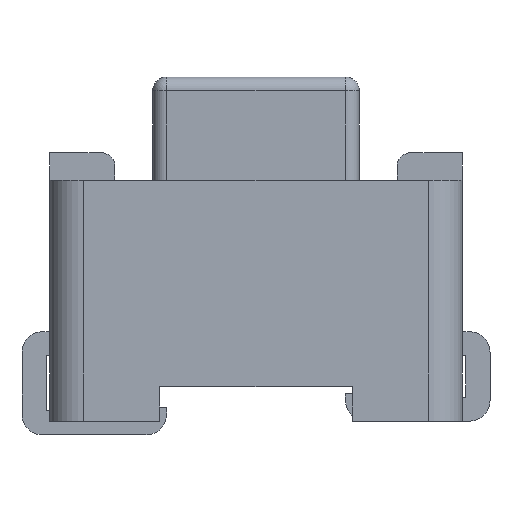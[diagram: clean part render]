
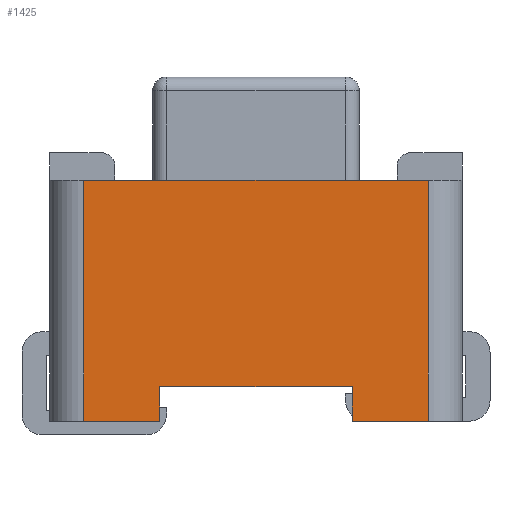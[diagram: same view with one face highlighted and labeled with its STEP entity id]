
A CAD part, front view. The second image highlights one B-rep face of the part: STEP entity #1425.
In plain terms, the highlighted planar face has unit normal (0, -1, 0).
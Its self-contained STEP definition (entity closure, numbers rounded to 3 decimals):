
#262=DIRECTION('',(1.,0.,0.));
#263=VECTOR('',#262,2.8);
#264=CARTESIAN_POINT('',(-1.4,-1.75,-3.));
#265=LINE('',#264,#263);
#266=DIRECTION('',(0.,0.,1.));
#267=VECTOR('',#266,0.5);
#268=CARTESIAN_POINT('',(-1.4,-1.75,-3.5));
#269=LINE('',#268,#267);
#270=DIRECTION('',(-1.,0.,0.));
#271=VECTOR('',#270,1.1);
#272=CARTESIAN_POINT('',(-1.4,-1.75,-3.5));
#273=LINE('',#272,#271);
#274=DIRECTION('',(0.,0.,-1.));
#275=VECTOR('',#274,3.5);
#276=CARTESIAN_POINT('',(-2.5,-1.75,0.));
#277=LINE('',#276,#275);
#278=DIRECTION('',(1.,0.,0.));
#279=VECTOR('',#278,5.);
#280=CARTESIAN_POINT('',(-2.5,-1.75,0.));
#281=LINE('',#280,#279);
#282=DIRECTION('',(0.,0.,1.));
#283=VECTOR('',#282,3.5);
#284=CARTESIAN_POINT('',(2.5,-1.75,-3.5));
#285=LINE('',#284,#283);
#286=DIRECTION('',(-1.,0.,0.));
#287=VECTOR('',#286,1.1);
#288=CARTESIAN_POINT('',(2.5,-1.75,-3.5));
#289=LINE('',#288,#287);
#290=DIRECTION('',(0.,0.,1.));
#291=VECTOR('',#290,0.5);
#292=CARTESIAN_POINT('',(1.4,-1.75,-3.5));
#293=LINE('',#292,#291);
#1046=CARTESIAN_POINT('',(2.5,-1.75,0.));
#1048=VERTEX_POINT('',#1046);
#1052=CARTESIAN_POINT('',(2.5,-1.75,-3.5));
#1053=VERTEX_POINT('',#1052);
#1054=CARTESIAN_POINT('',(-2.5,-1.75,-3.5));
#1056=VERTEX_POINT('',#1054);
#1060=CARTESIAN_POINT('',(-2.5,-1.75,0.));
#1061=VERTEX_POINT('',#1060);
#1070=CARTESIAN_POINT('',(-1.4,-1.75,-3.));
#1071=CARTESIAN_POINT('',(1.4,-1.75,-3.));
#1072=VERTEX_POINT('',#1070);
#1073=VERTEX_POINT('',#1071);
#1074=CARTESIAN_POINT('',(-1.4,-1.75,-3.5));
#1075=VERTEX_POINT('',#1074);
#1076=CARTESIAN_POINT('',(1.4,-1.75,-3.5));
#1077=VERTEX_POINT('',#1076);
#1406=CARTESIAN_POINT('',(0.,-1.75,0.));
#1407=DIRECTION('',(0.,1.,0.));
#1408=DIRECTION('',(1.,0.,0.));
#1409=AXIS2_PLACEMENT_3D('',#1406,#1407,#1408);
#1410=PLANE('',#1409);
#1411=ORIENTED_EDGE('',*,*,#1294,.F.);
#1412=ORIENTED_EDGE('',*,*,#1397,.F.);
#1413=ORIENTED_EDGE('',*,*,#1336,.T.);
#1415=ORIENTED_EDGE('',*,*,#1414,.F.);
#1417=ORIENTED_EDGE('',*,*,#1416,.T.);
#1419=ORIENTED_EDGE('',*,*,#1418,.F.);
#1420=ORIENTED_EDGE('',*,*,#1383,.T.);
#1422=ORIENTED_EDGE('',*,*,#1421,.T.);
#1423=EDGE_LOOP('',(#1411,#1412,#1413,#1415,#1417,#1419,#1420,#1422));
#1424=FACE_OUTER_BOUND('',#1423,.F.);
#1294=EDGE_CURVE('',#1072,#1073,#265,.T.);
#1336=EDGE_CURVE('',#1075,#1056,#273,.T.);
#1383=EDGE_CURVE('',#1053,#1077,#289,.T.);
#1397=EDGE_CURVE('',#1075,#1072,#269,.T.);
#1414=EDGE_CURVE('',#1061,#1056,#277,.T.);
#1416=EDGE_CURVE('',#1061,#1048,#281,.T.);
#1418=EDGE_CURVE('',#1053,#1048,#285,.T.);
#1421=EDGE_CURVE('',#1077,#1073,#293,.T.);
#1425=ADVANCED_FACE('',(#1424),#1410,.F.);
